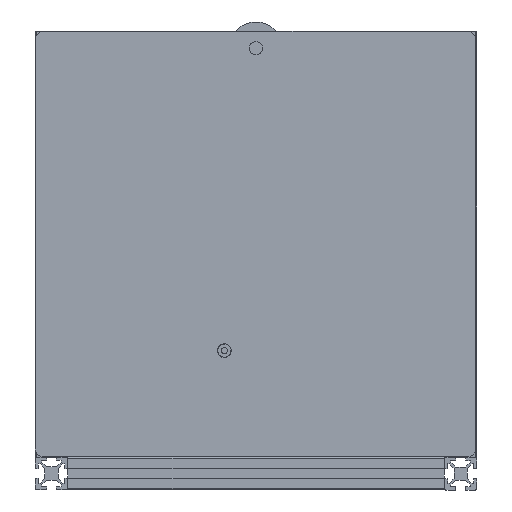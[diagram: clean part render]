
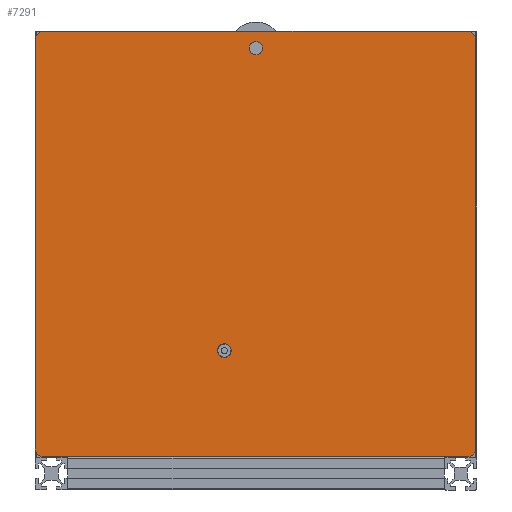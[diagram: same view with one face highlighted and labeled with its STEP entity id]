
A CAD part, front view. The second image highlights one B-rep face of the part: STEP entity #7291.
In plain terms, the highlighted face is planar.
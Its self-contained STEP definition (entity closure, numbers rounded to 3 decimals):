
#169=FACE_BOUND('',#1401,.T.);
#487=CIRCLE('',#8069,5.);
#488=CIRCLE('',#8070,5.);
#489=CIRCLE('',#8071,5.);
#490=CIRCLE('',#8072,5.);
#491=CIRCLE('',#8073,4.25);
#998=FACE_OUTER_BOUND('',#1400,.T.);
#1400=EDGE_LOOP('',(#6562,#6563,#6564,#6565,#6566,#6567,#6568,#6569));
#1401=EDGE_LOOP('',(#6570));
#2148=LINE('',#12432,#2890);
#2149=LINE('',#12436,#2891);
#2150=LINE('',#12440,#2892);
#2151=LINE('',#12443,#2893);
#2890=VECTOR('',#10064,10.);
#2891=VECTOR('',#10067,10.);
#2892=VECTOR('',#10070,10.);
#2893=VECTOR('',#10073,10.);
#3564=VERTEX_POINT('',#12428);
#3565=VERTEX_POINT('',#12429);
#3566=VERTEX_POINT('',#12431);
#3567=VERTEX_POINT('',#12433);
#3568=VERTEX_POINT('',#12435);
#3569=VERTEX_POINT('',#12437);
#3570=VERTEX_POINT('',#12439);
#3571=VERTEX_POINT('',#12441);
#3572=VERTEX_POINT('',#12444);
#4572=EDGE_CURVE('',#3564,#3565,#487,.T.);
#4573=EDGE_CURVE('',#3565,#3566,#2148,.T.);
#4574=EDGE_CURVE('',#3566,#3567,#488,.T.);
#4575=EDGE_CURVE('',#3567,#3568,#2149,.T.);
#4576=EDGE_CURVE('',#3568,#3569,#489,.T.);
#4577=EDGE_CURVE('',#3569,#3570,#2150,.T.);
#4578=EDGE_CURVE('',#3570,#3571,#490,.T.);
#4579=EDGE_CURVE('',#3571,#3564,#2151,.T.);
#4580=EDGE_CURVE('',#3572,#3572,#491,.T.);
#6562=ORIENTED_EDGE('',*,*,#4572,.T.);
#6563=ORIENTED_EDGE('',*,*,#4573,.T.);
#6564=ORIENTED_EDGE('',*,*,#4574,.T.);
#6565=ORIENTED_EDGE('',*,*,#4575,.T.);
#6566=ORIENTED_EDGE('',*,*,#4576,.T.);
#6567=ORIENTED_EDGE('',*,*,#4577,.T.);
#6568=ORIENTED_EDGE('',*,*,#4578,.T.);
#6569=ORIENTED_EDGE('',*,*,#4579,.T.);
#6570=ORIENTED_EDGE('',*,*,#4580,.T.);
#6929=PLANE('',#8068);
#7291=ADVANCED_FACE('',(#998,#169),#6929,.T.);
#8068=AXIS2_PLACEMENT_3D('',#12427,#10060,#10061);
#8069=AXIS2_PLACEMENT_3D('',#12430,#10062,#10063);
#8070=AXIS2_PLACEMENT_3D('',#12434,#10065,#10066);
#8071=AXIS2_PLACEMENT_3D('',#12438,#10068,#10069);
#8072=AXIS2_PLACEMENT_3D('',#12442,#10071,#10072);
#8073=AXIS2_PLACEMENT_3D('',#12445,#10074,#10075);
#10060=DIRECTION('center_axis',(0.,0.,1.));
#10061=DIRECTION('ref_axis',(1.,0.,0.));
#10062=DIRECTION('center_axis',(0.,0.,1.));
#10063=DIRECTION('ref_axis',(-1.,0.,0.));
#10064=DIRECTION('',(1.,0.,0.));
#10065=DIRECTION('center_axis',(0.,0.,1.));
#10066=DIRECTION('ref_axis',(0.,-1.,0.));
#10067=DIRECTION('',(0.,1.,0.));
#10068=DIRECTION('center_axis',(0.,0.,1.));
#10069=DIRECTION('ref_axis',(1.,0.,0.));
#10070=DIRECTION('',(-1.,0.,0.));
#10071=DIRECTION('center_axis',(0.,0.,1.));
#10072=DIRECTION('ref_axis',(0.,1.,0.));
#10073=DIRECTION('',(0.,-1.,0.));
#10074=DIRECTION('center_axis',(0.,0.,-1.));
#10075=DIRECTION('ref_axis',(-1.,0.,0.));
#12427=CARTESIAN_POINT('Origin',(134.5,130.,3.));
#12428=CARTESIAN_POINT('',(0.,5.,3.));
#12429=CARTESIAN_POINT('',(5.,0.,3.));
#12430=CARTESIAN_POINT('Origin',(5.,5.,3.));
#12431=CARTESIAN_POINT('',(264.,0.,3.));
#12432=CARTESIAN_POINT('',(5.,0.,3.));
#12433=CARTESIAN_POINT('',(269.,5.,3.));
#12434=CARTESIAN_POINT('Origin',(264.,5.,3.));
#12435=CARTESIAN_POINT('',(269.,255.,3.));
#12436=CARTESIAN_POINT('',(269.,5.,3.));
#12437=CARTESIAN_POINT('',(264.,260.,3.));
#12438=CARTESIAN_POINT('Origin',(264.,255.,3.));
#12439=CARTESIAN_POINT('',(5.,260.,3.));
#12440=CARTESIAN_POINT('',(264.,260.,3.));
#12441=CARTESIAN_POINT('',(0.,255.,3.));
#12442=CARTESIAN_POINT('Origin',(5.,255.,3.));
#12443=CARTESIAN_POINT('',(0.,255.,3.));
#12444=CARTESIAN_POINT('',(119.75,65.,3.));
#12445=CARTESIAN_POINT('Origin',(115.5,65.,3.));
